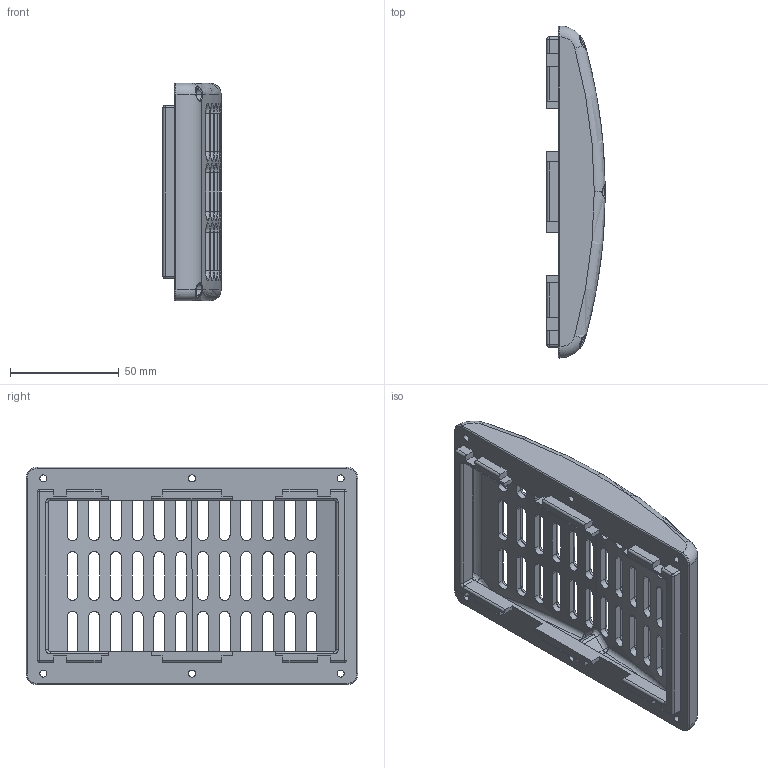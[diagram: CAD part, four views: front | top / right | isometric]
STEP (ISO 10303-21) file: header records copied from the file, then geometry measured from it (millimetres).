
FILE_DESCRIPTION (( 'STEP AP214' ), '1' );
FILE_NAME ('KneeFront.STEP', '2017-04-13T13:01:23', ( '' ), ( '' ), 'SwSTEP 2.0', 'SolidWorks 2016', '' );
FILE_SCHEMA (( 'AUTOMOTIVE_DESIGN' ));
Length unit declared in the file: millimetre
Products named in the file (2): KneeFront
Bounding box: 26.78 x 152.6 x 100 mm (x, y, z)
Volume: 92422.6 mm3; surface area: 51713.6 mm2
Topology: 1 solids, 1 shells, 580 faces, 1468 edges, 884 vertices
Faces by surface type: cylinder 272, plane 152, bspline 106, sphere 28, torus 22
Entity records: 32841 total; most frequent: CARTESIAN_POINT 19527, ORIENTED_EDGE 2912, DIRECTION 2570, EDGE_CURVE 1456, AXIS2_PLACEMENT_3D 941, VERTEX_POINT 880, VECTOR 688, LINE 688
